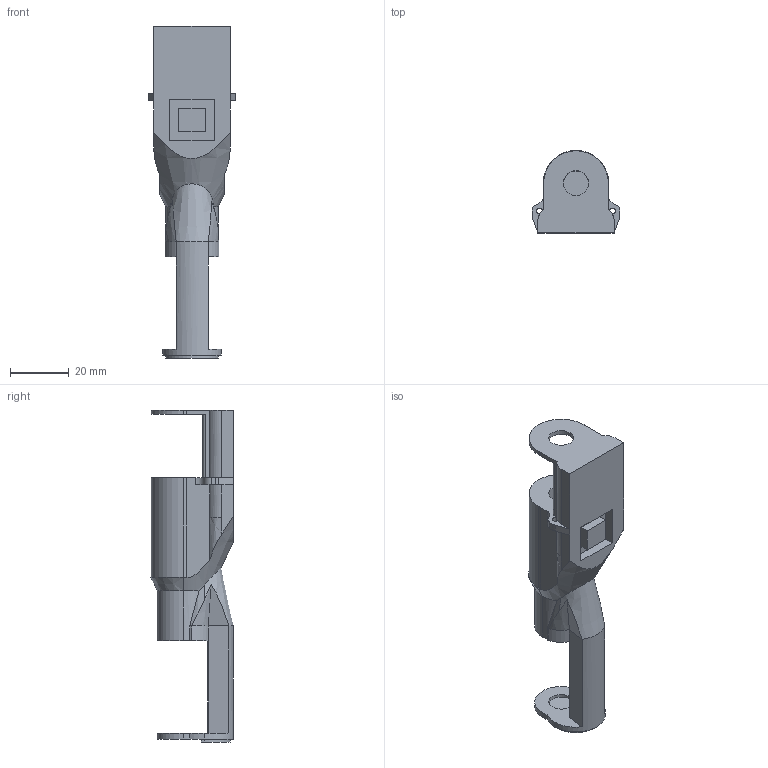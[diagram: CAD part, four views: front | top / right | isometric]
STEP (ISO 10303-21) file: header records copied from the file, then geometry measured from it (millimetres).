
FILE_DESCRIPTION (( 'STEP AP203' ), '1' );
FILE_NAME ('head-center.STEP', '2019-10-13T11:40:52', ( '' ), ( '' ), 'SwSTEP 2.0', 'SolidWorks 2013', '' );
FILE_SCHEMA (( 'CONFIG_CONTROL_DESIGN' ));
Length unit declared in the file: millimetre
Products named in the file (1): head-center
Bounding box: 29.91 x 28.19 x 113 mm (x, y, z)
Volume: 30628.3 mm3; surface area: 11767.9 mm2
Topology: 1 solids, 1 shells, 93 faces, 259 edges, 168 vertices
Faces by surface type: cylinder 41, plane 41, cone 7, bspline 4
Entity records: 3235 total; most frequent: CARTESIAN_POINT 749, ORIENTED_EDGE 518, DIRECTION 496, EDGE_CURVE 259, AXIS2_PLACEMENT_3D 179, VERTEX_POINT 168, LINE 138, VECTOR 138
